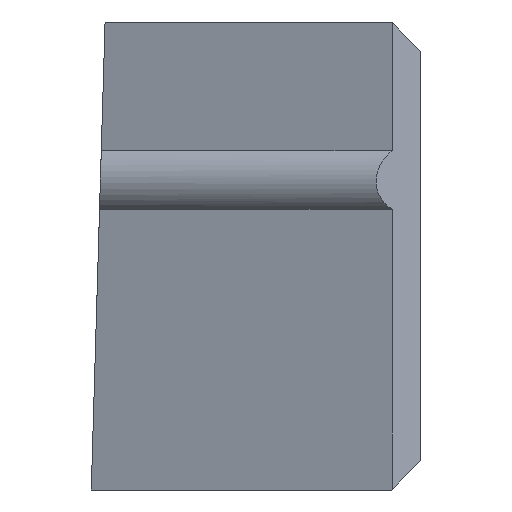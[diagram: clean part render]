
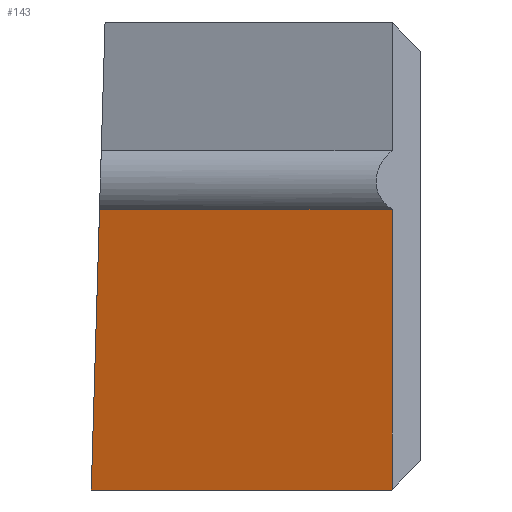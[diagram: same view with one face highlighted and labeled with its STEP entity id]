
A CAD part, left-side view. The second image highlights one B-rep face of the part: STEP entity #143.
In plain terms, the highlighted planar face has unit normal (-0.967, 0.242, -0.085).
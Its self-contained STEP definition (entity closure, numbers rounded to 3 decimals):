
#143=ADVANCED_FACE('',(#289),#291,.F.);
#289=FACE_BOUND('',#290,.T.);
#290=EDGE_LOOP('',(#405,#406,#407,#408,#409));
#291=PLANE('',#292);
#292=AXIS2_PLACEMENT_3D('',#293,#294,#295);
#293=CARTESIAN_POINT('',(-52.215,-85.,258.168));
#294=DIRECTION('',(0.967,-0.242,0.085));
#295=DIRECTION('',(-0.087,0.,0.996));
#405=ORIENTED_EDGE('',*,*,#444,.F.);
#406=ORIENTED_EDGE('',*,*,#462,.F.);
#407=ORIENTED_EDGE('',*,*,#464,.F.);
#408=ORIENTED_EDGE('',*,*,#454,.F.);
#409=ORIENTED_EDGE('',*,*,#463,.T.);
#444=EDGE_CURVE('',#495,#492,#497,.F.);
#454=EDGE_CURVE('',#511,#513,#514,.T.);
#462=EDGE_CURVE('',#526,#495,#528,.T.);
#463=EDGE_CURVE('',#511,#492,#529,.T.);
#464=EDGE_CURVE('',#513,#526,#530,.F.);
#492=VERTEX_POINT('',#586);
#495=VERTEX_POINT('',#593);
#497=LINE('',#597,#598);
#511=VERTEX_POINT('',#629);
#513=VERTEX_POINT('',#633);
#514=LINE('',#634,#635);
#526=VERTEX_POINT('',#663);
#528=LINE('',#668,#669);
#529=LINE('',#671,#672);
#530=LINE('',#674,#675);
#586=CARTESIAN_POINT('',(-56.715,-103.,258.168));
#593=CARTESIAN_POINT('',(-56.735,-103.059,258.227));
#597=CARTESIAN_POINT('',(-56.715,-103.,258.168));
#598=VECTOR('',#599,1.);
#599=DIRECTION('',(-0.232,-0.688,0.688));
#629=CARTESIAN_POINT('',(-51.613,-82.593,258.168));
#633=CARTESIAN_POINT('',(-53.423,-83.154,277.248));
#634=CARTESIAN_POINT('',(-51.613,-82.593,258.168));
#635=VECTOR('',#636,1.);
#636=DIRECTION('',(-0.094,-0.029,0.995));
#663=CARTESIAN_POINT('',(-58.399,-103.059,277.248));
#668=CARTESIAN_POINT('',(-58.399,-103.059,277.248));
#669=VECTOR('',#670,1.);
#670=DIRECTION('',(0.087,0.,-0.996));
#671=CARTESIAN_POINT('',(-51.613,-82.593,258.168));
#672=VECTOR('',#673,1.);
#673=DIRECTION('',(-0.243,-0.97,0.));
#674=CARTESIAN_POINT('',(-58.399,-103.059,277.248));
#675=VECTOR('',#676,1.);
#676=DIRECTION('',(0.243,0.97,0.));
